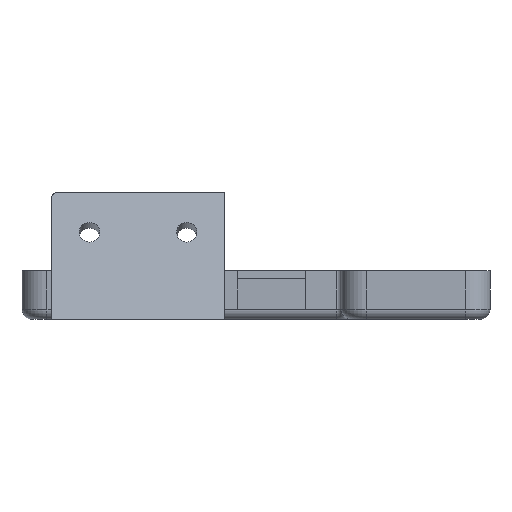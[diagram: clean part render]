
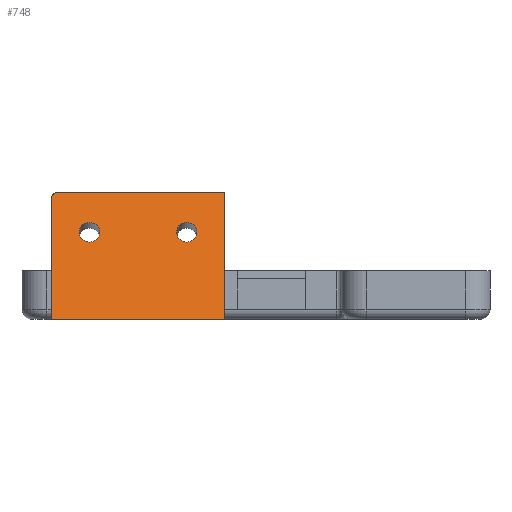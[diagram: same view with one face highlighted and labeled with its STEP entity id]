
A CAD part, left-side view. The second image highlights one B-rep face of the part: STEP entity #748.
In plain terms, the highlighted planar face has unit normal (-0.966, 0, 0.259).
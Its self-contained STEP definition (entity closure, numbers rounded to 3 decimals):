
#375=CARTESIAN_POINT('',(4.63,6.55,13.));
#376=VERTEX_POINT('',#375);
#383=CARTESIAN_POINT('',(-2.337,6.55,-13.));
#384=VERTEX_POINT('',#383);
#385=CARTESIAN_POINT('',(4.63,6.55,13.));
#386=DIRECTION('',(-0.259,-0.,-0.966));
#387=VECTOR('',#386,26.917);
#388=LINE('',#385,#387);
#389=EDGE_CURVE('',#376,#384,#388,.T.);
#686=CARTESIAN_POINT('',(4.63,6.55,13.));
#687=DIRECTION('',(0.966,-0.,-0.259));
#688=DIRECTION('',(-0.259,-0.,-0.966));
#689=AXIS2_PLACEMENT_3D('',#686,#687,#688);
#690=PLANE('',#689);
#691=ORIENTED_EDGE('',*,*,#389,.F.);
#692=CARTESIAN_POINT('',(4.63,41.05,13.));
#693=VERTEX_POINT('',#692);
#694=CARTESIAN_POINT('',(4.63,6.55,13.));
#695=DIRECTION('',(0.,1.,-0.));
#696=VECTOR('',#695,34.5);
#697=LINE('',#694,#696);
#698=EDGE_CURVE('',#376,#693,#697,.T.);
#699=ORIENTED_EDGE('',*,*,#698,.T.);
#700=CARTESIAN_POINT('',(4.362,42.05,12.));
#701=VERTEX_POINT('',#700);
#702=CARTESIAN_POINT('',(4.63,41.05,13.));
#703=CARTESIAN_POINT('',(4.63,41.464,13.));
#704=CARTESIAN_POINT('',(4.552,41.757,12.707));
#705=CARTESIAN_POINT('',(4.473,42.05,12.414));
#706=CARTESIAN_POINT('',(4.362,42.05,12.));
#707=(BOUNDED_CURVE()
B_SPLINE_CURVE(2,(#702,#703,#704,#705,#706),.UNSPECIFIED.,.F.,.F.)
B_SPLINE_CURVE_WITH_KNOTS((3,2,3),(180.,225.,270.),.UNSPECIFIED.)
CURVE()
GEOMETRIC_REPRESENTATION_ITEM()
RATIONAL_B_SPLINE_CURVE((1.,0.924,1.,0.924,1.))
REPRESENTATION_ITEM(''));
#708=EDGE_CURVE('',#693,#701,#707,.T.);
#709=ORIENTED_EDGE('',*,*,#708,.T.);
#710=CARTESIAN_POINT('',(-2.337,42.05,-13.));
#711=VERTEX_POINT('',#710);
#712=CARTESIAN_POINT('',(4.362,42.05,12.));
#713=DIRECTION('',(-0.259,-0.,-0.966));
#714=VECTOR('',#713,25.882);
#715=LINE('',#712,#714);
#716=EDGE_CURVE('',#701,#711,#715,.T.);
#717=ORIENTED_EDGE('',*,*,#716,.T.);
#718=CARTESIAN_POINT('',(-2.337,6.55,-13.));
#719=DIRECTION('',(0.,1.,-0.));
#720=VECTOR('',#719,35.5);
#721=LINE('',#718,#720);
#722=EDGE_CURVE('',#384,#711,#721,.T.);
#723=ORIENTED_EDGE('',*,*,#722,.F.);
#724=EDGE_LOOP('',(#691,#699,#709,#717,#723));
#725=FACE_BOUND('',#724,.T.);
#726=CARTESIAN_POINT('',(2.454,36.35,4.88));
#727=VERTEX_POINT('',#726);
#728=CARTESIAN_POINT('',(2.454,34.25,4.88));
#729=DIRECTION('',(0.966,0.,-0.259));
#730=DIRECTION('',(-0.,1.,-0.));
#731=AXIS2_PLACEMENT_3D('',#728,#729,#730);
#732=CIRCLE('',#731,2.1);
#733=EDGE_CURVE('',#727,#727,#732,.T.);
#734=ORIENTED_EDGE('',*,*,#733,.T.);
#735=EDGE_LOOP('',(#734));
#736=FACE_BOUND('',#735,.T.);
#737=CARTESIAN_POINT('',(2.454,16.35,4.88));
#738=VERTEX_POINT('',#737);
#739=CARTESIAN_POINT('',(2.454,14.25,4.88));
#740=DIRECTION('',(0.966,0.,-0.259));
#741=DIRECTION('',(-0.,1.,-0.));
#742=AXIS2_PLACEMENT_3D('',#739,#740,#741);
#743=CIRCLE('',#742,2.1);
#744=EDGE_CURVE('',#738,#738,#743,.T.);
#745=ORIENTED_EDGE('',*,*,#744,.T.);
#746=EDGE_LOOP('',(#745));
#747=FACE_BOUND('',#746,.T.);
#748=ADVANCED_FACE('',(#725,#736,#747),#690,.F.);
